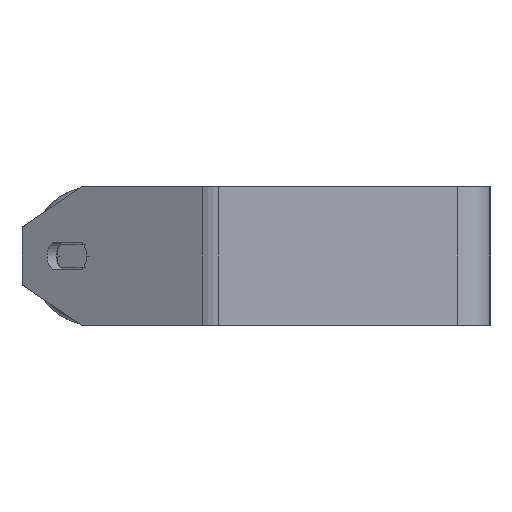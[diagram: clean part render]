
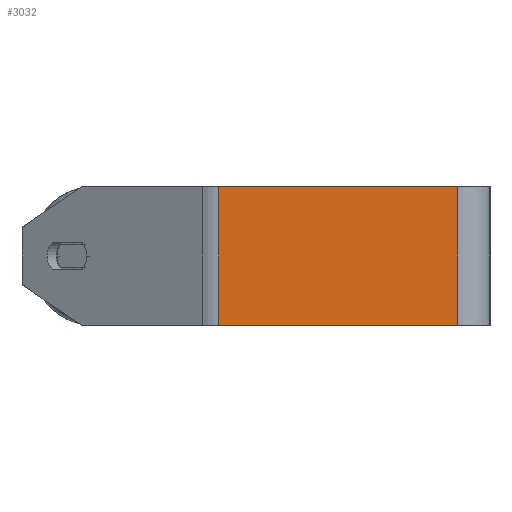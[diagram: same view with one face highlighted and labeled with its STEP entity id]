
A CAD part, left-side view. The second image highlights one B-rep face of the part: STEP entity #3032.
In plain terms, the highlighted planar face has unit normal (-1, 0, 0).
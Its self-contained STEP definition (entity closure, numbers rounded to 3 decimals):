
#206 = VERTEX_POINT ( 'NONE', #2383 ) ;
#326 = ORIENTED_EDGE ( 'NONE', *, *, #8197, .F. ) ;
#359 = CARTESIAN_POINT ( 'NONE',  ( -340., 14., 30. ) ) ;
#472 = LINE ( 'NONE', #3126, #6450 ) ;
#510 = CARTESIAN_POINT ( 'NONE',  ( -340., 121.36, -30. ) ) ;
#833 = PLANE ( 'NONE',  #6937 ) ;
#849 = VERTEX_POINT ( 'NONE', #1428 ) ;
#979 = CARTESIAN_POINT ( 'NONE',  ( -340., 117.609, 30. ) ) ;
#1106 = ORIENTED_EDGE ( 'NONE', *, *, #7324, .F. ) ;
#1428 = CARTESIAN_POINT ( 'NONE',  ( -340., 14., 30. ) ) ;
#1598 = DIRECTION ( 'NONE',  ( 1., 0., 0. ) ) ;
#2057 = VECTOR ( 'NONE', #2962, 1000. ) ;
#2105 = EDGE_CURVE ( 'NONE', #5992, #206, #6466, .T. ) ;
#2383 = CARTESIAN_POINT ( 'NONE',  ( -340., 117.609, -30. ) ) ;
#2486 = EDGE_CURVE ( 'NONE', #206, #3938, #7174, .T. ) ;
#2789 = FACE_OUTER_BOUND ( 'NONE', #7263, .T. ) ;
#2962 = DIRECTION ( 'NONE',  ( 0., 0., -1. ) ) ;
#3032 = ADVANCED_FACE ( 'NONE', ( #2789 ), #833, .F. ) ;
#3126 = CARTESIAN_POINT ( 'NONE',  ( -340., 121.36, 30. ) ) ;
#3237 = VECTOR ( 'NONE', #5745, 1000. ) ;
#3348 = CARTESIAN_POINT ( 'NONE',  ( -340., 14., -30. ) ) ;
#3899 = CARTESIAN_POINT ( 'NONE',  ( -340., 117.609, 30. ) ) ;
#3938 = VERTEX_POINT ( 'NONE', #3348 ) ;
#4858 = DIRECTION ( 'NONE',  ( 0., 0., -1. ) ) ;
#4978 = DIRECTION ( 'NONE',  ( 0., -1., 0. ) ) ;
#5192 = DIRECTION ( 'NONE',  ( 0., 0., -1. ) ) ;
#5421 = CARTESIAN_POINT ( 'NONE',  ( -340., 121.36, 30. ) ) ;
#5745 = DIRECTION ( 'NONE',  ( 0., -1., 0. ) ) ;
#5992 = VERTEX_POINT ( 'NONE', #979 ) ;
#6105 = VECTOR ( 'NONE', #5192, 1000. ) ;
#6223 = LINE ( 'NONE', #359, #2057 ) ;
#6450 = VECTOR ( 'NONE', #4978, 1000. ) ;
#6466 = LINE ( 'NONE', #3899, #6105 ) ;
#6783 = ORIENTED_EDGE ( 'NONE', *, *, #2486, .T. ) ;
#6937 = AXIS2_PLACEMENT_3D ( 'NONE', #5421, #1598, #4858 ) ;
#7174 = LINE ( 'NONE', #510, #3237 ) ;
#7263 = EDGE_LOOP ( 'NONE', ( #6783, #1106, #326, #7755 ) ) ;
#7324 = EDGE_CURVE ( 'NONE', #849, #3938, #6223, .T. ) ;
#7755 = ORIENTED_EDGE ( 'NONE', *, *, #2105, .T. ) ;
#8197 = EDGE_CURVE ( 'NONE', #5992, #849, #472, .T. ) ;
